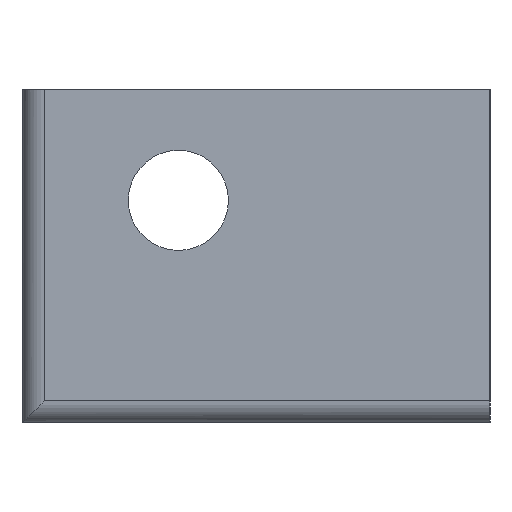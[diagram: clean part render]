
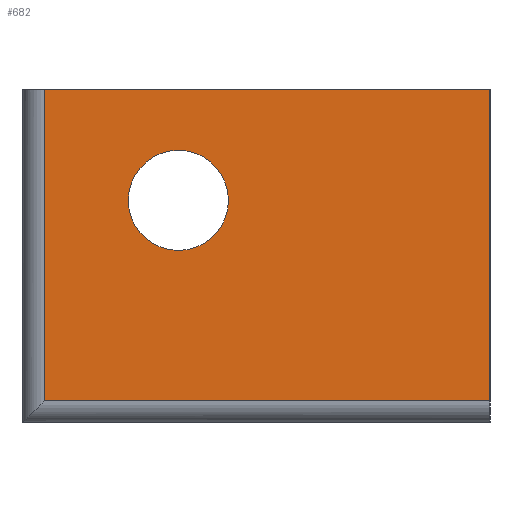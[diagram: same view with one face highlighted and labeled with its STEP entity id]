
A CAD part, left-side view. The second image highlights one B-rep face of the part: STEP entity #682.
In plain terms, the highlighted planar face has unit normal (-1, 0, 0).
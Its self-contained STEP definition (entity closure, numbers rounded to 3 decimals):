
#26=LINE('',#1050,#77);
#46=LINE('',#1112,#97);
#48=LINE('',#1120,#99);
#49=LINE('',#1121,#100);
#77=VECTOR('',#836,20.);
#97=VECTOR('',#890,14.);
#99=VECTOR('',#898,14.);
#100=VECTOR('',#899,20.);
#135=PLANE('',#751);
#155=FACE_BOUND('',#236,.T.);
#181=FACE_OUTER_BOUND('',#235,.T.);
#235=EDGE_LOOP('',(#524,#525,#526,#527));
#236=EDGE_LOOP('',(#528));
#300=CIRCLE('',#752,2.25);
#322=VERTEX_POINT('',#1047);
#323=VERTEX_POINT('',#1049);
#348=VERTEX_POINT('',#1111);
#351=VERTEX_POINT('',#1119);
#352=VERTEX_POINT('',#1122);
#384=EDGE_CURVE('',#323,#322,#26,.T.);
#415=EDGE_CURVE('',#323,#348,#46,.T.);
#419=EDGE_CURVE('',#351,#322,#48,.T.);
#420=EDGE_CURVE('',#348,#351,#49,.T.);
#421=EDGE_CURVE('',#352,#352,#300,.T.);
#524=ORIENTED_EDGE('',*,*,#384,.T.);
#525=ORIENTED_EDGE('',*,*,#419,.F.);
#526=ORIENTED_EDGE('',*,*,#420,.F.);
#527=ORIENTED_EDGE('',*,*,#415,.F.);
#528=ORIENTED_EDGE('',*,*,#421,.T.);
#682=ADVANCED_FACE('',(#181,#155),#135,.T.);
#751=AXIS2_PLACEMENT_3D('',#1118,#896,#897);
#752=AXIS2_PLACEMENT_3D('',#1123,#900,#901);
#836=DIRECTION('',(0.,1.,0.));
#890=DIRECTION('',(0.,0.,-1.));
#896=DIRECTION('center_axis',(-1.,0.,0.));
#897=DIRECTION('ref_axis',(0.,1.,0.));
#898=DIRECTION('',(0.,0.,1.));
#899=DIRECTION('',(0.,1.,0.));
#900=DIRECTION('center_axis',(1.,0.,0.));
#901=DIRECTION('ref_axis',(0.,1.,0.));
#1047=CARTESIAN_POINT('',(104.595,185.313,-53.909));
#1049=CARTESIAN_POINT('',(104.595,165.313,-53.909));
#1050=CARTESIAN_POINT('',(104.595,169.063,-53.909));
#1111=CARTESIAN_POINT('',(104.595,165.313,-67.909));
#1112=CARTESIAN_POINT('',(104.595,165.313,-48.909));
#1118=CARTESIAN_POINT('Origin',(104.595,165.313,-48.909));
#1119=CARTESIAN_POINT('',(104.595,185.313,-67.909));
#1120=CARTESIAN_POINT('',(104.595,185.313,-48.909));
#1121=CARTESIAN_POINT('',(104.595,170.563,-67.909));
#1122=CARTESIAN_POINT('',(104.595,177.063,-58.909));
#1123=CARTESIAN_POINT('Origin',(104.595,179.313,-58.909));
